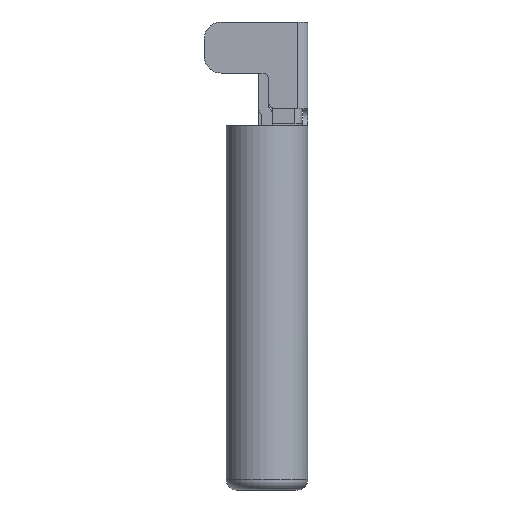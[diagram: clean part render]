
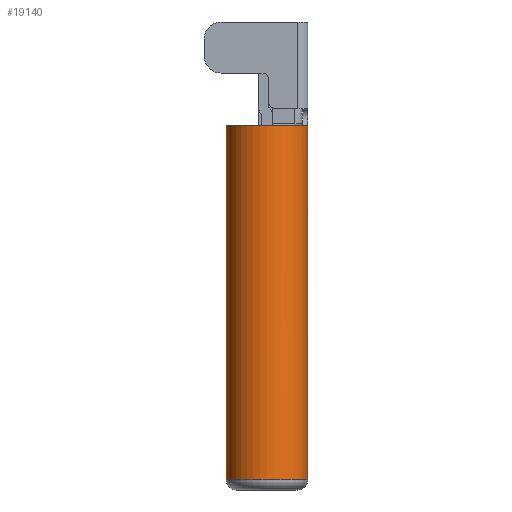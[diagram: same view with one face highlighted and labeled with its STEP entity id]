
A CAD part, left-side view. The second image highlights one B-rep face of the part: STEP entity #19140.
In plain terms, the highlighted cylindrical face has radius 1.2 mm (diameter 2.4 mm), a partial arc.
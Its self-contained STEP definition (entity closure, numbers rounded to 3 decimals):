
#4085=CARTESIAN_POINT('',(-2.925,0.03,1.634));
#4086=DIRECTION('',(0.,0.,-1.));
#4087=DIRECTION('',(-0.063,-0.998,0.));
#4088=AXIS2_PLACEMENT_3D('',#4085,#4086,#4087);
#4090=CARTESIAN_POINT('',(-2.925,0.03,1.634));
#4091=DIRECTION('',(0.,0.,-1.));
#4092=DIRECTION('',(-1.,0.,0.));
#4093=AXIS2_PLACEMENT_3D('',#4090,#4091,#4092);
#4115=CARTESIAN_POINT('',(-2.925,-1.17,
1.645));
#4116=CARTESIAN_POINT('',(-2.933,-1.17,
1.643));
#4117=CARTESIAN_POINT('',(-2.95,-1.17,
1.638));
#4118=CARTESIAN_POINT('',(-2.975,-1.169,
1.635));
#4119=CARTESIAN_POINT('',(-2.992,-1.168,
1.634));
#4120=CARTESIAN_POINT('',(-3.,-1.168,
1.634));
#5556=DIRECTION('',(0.,0.,-1.));
#5557=VECTOR('',#5556,10.412);
#5558=CARTESIAN_POINT('',(-2.925,-1.17,
1.645));
#5559=LINE('',#5558,#5557);
#5560=DIRECTION('',(0.,0.,1.));
#5561=VECTOR('',#5560,10.4);
#5562=CARTESIAN_POINT('',(-2.925,1.23,-8.766));
#5563=LINE('',#5562,#5561);
#5584=CARTESIAN_POINT('',(-2.925,0.03,-8.766));
#5585=DIRECTION('',(0.,0.,1.));
#5586=DIRECTION('',(0.,1.,0.));
#5587=AXIS2_PLACEMENT_3D('',#5584,#5585,#5586);
#5589=CARTESIAN_POINT('',(-2.925,0.03,-8.766));
#5590=DIRECTION('',(0.,0.,1.));
#5591=DIRECTION('',(-1.,0.,0.));
#5592=AXIS2_PLACEMENT_3D('',#5589,#5590,#5591);
#9063=CARTESIAN_POINT('',(-2.925,1.23,1.634));
#9065=VERTEX_POINT('',#9063);
#9067=CARTESIAN_POINT('',(-2.925,1.23,-8.766));
#9068=VERTEX_POINT('',#9067);
#9135=CARTESIAN_POINT('',(-3.,-1.168,
1.634));
#9137=VERTEX_POINT('',#9135);
#9139=CARTESIAN_POINT('',(-4.125,0.03,1.634));
#9140=VERTEX_POINT('',#9139);
#9193=CARTESIAN_POINT('',(-2.925,-1.17,-8.766));
#9194=VERTEX_POINT('',#9193);
#9195=CARTESIAN_POINT('',(-2.925,-1.17,
1.645));
#9196=VERTEX_POINT('',#9195);
#9399=CARTESIAN_POINT('',(-4.125,0.03,-8.766));
#9400=VERTEX_POINT('',#9399);
#19124=CARTESIAN_POINT('',(-2.925,0.03,-24.058));
#19125=DIRECTION('',(0.,0.,1.));
#19126=DIRECTION('',(-1.,0.,0.));
#19127=AXIS2_PLACEMENT_3D('',#19124,#19125,#19126);
#19128=CYLINDRICAL_SURFACE('',#19127,1.2);
#19129=ORIENTED_EDGE('',*,*,#17036,.F.);
#19130=ORIENTED_EDGE('',*,*,#17034,.F.);
#19131=ORIENTED_EDGE('',*,*,#17069,.F.);
#19132=ORIENTED_EDGE('',*,*,#17310,.T.);
#19134=ORIENTED_EDGE('',*,*,#19133,.F.);
#19136=ORIENTED_EDGE('',*,*,#19135,.F.);
#19137=ORIENTED_EDGE('',*,*,#19074,.T.);
#19138=EDGE_LOOP('',(#19129,#19130,#19131,#19132,#19134,#19136,#19137));
#19139=FACE_OUTER_BOUND('',#19138,.F.);
#19140=ADVANCED_FACE('',(#19139),#19128,.T.);
#4089=CIRCLE('',#4088,1.2);
#4094=CIRCLE('',#4093,1.2);
#4121=B_SPLINE_CURVE_WITH_KNOTS('',3,(#4115,#4116,#4117,#4118,#4119,#4120),
.UNSPECIFIED.,.F.,.F.,(4,1,1,4),(0.,0.333,0.667,1.),
.UNSPECIFIED.);
#5588=CIRCLE('',#5587,1.2);
#5593=CIRCLE('',#5592,1.2);
#17034=EDGE_CURVE('',#9137,#9140,#4089,.T.);
#17036=EDGE_CURVE('',#9140,#9065,#4094,.T.);
#17069=EDGE_CURVE('',#9196,#9137,#4121,.T.);
#17310=EDGE_CURVE('',#9196,#9194,#5559,.T.);
#19074=EDGE_CURVE('',#9068,#9065,#5563,.T.);
#19133=EDGE_CURVE('',#9400,#9194,#5593,.T.);
#19135=EDGE_CURVE('',#9068,#9400,#5588,.T.);
